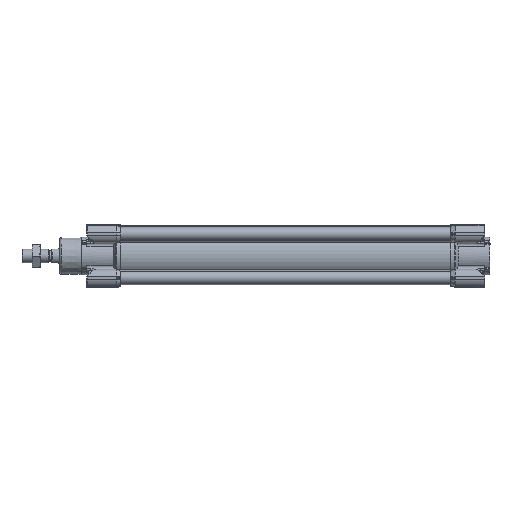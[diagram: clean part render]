
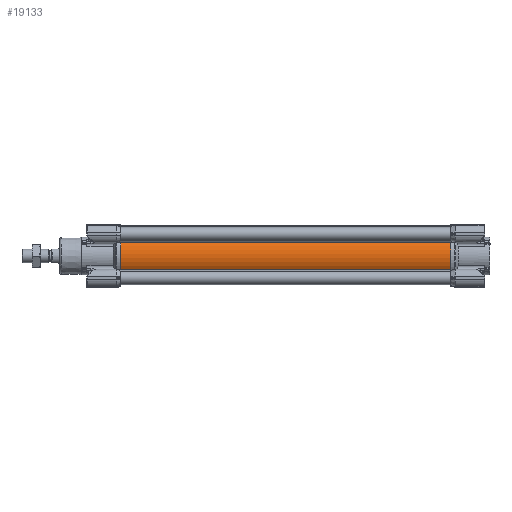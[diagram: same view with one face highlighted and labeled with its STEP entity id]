
A CAD part, left-side view. The second image highlights one B-rep face of the part: STEP entity #19133.
In plain terms, the highlighted cylindrical face has radius 17.5 mm (diameter 35 mm), a partial arc.
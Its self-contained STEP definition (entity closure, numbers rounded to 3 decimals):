
#3192 = VECTOR ( 'NONE', #89336, 1000. ) ;
#5088 = CARTESIAN_POINT ( 'NONE',  ( -14.587, 225., -9.667 ) ) ;
#5449 = VERTEX_POINT ( 'NONE', #99678 ) ;
#14386 = CARTESIAN_POINT ( 'NONE',  ( -14.587, 225., 9.667 ) ) ;
#18672 = LINE ( 'NONE', #14386, #63721 ) ;
#18870 = DIRECTION ( 'NONE',  ( 1., 0., 0. ) ) ;
#19133 = ADVANCED_FACE ( 'NONE', ( #110120 ), #82459, .T. ) ;
#19558 = ORIENTED_EDGE ( 'NONE', *, *, #103200, .T. ) ;
#27878 = DIRECTION ( 'NONE',  ( 0., -1., 0. ) ) ;
#27910 = VERTEX_POINT ( 'NONE', #107012 ) ;
#27974 = DIRECTION ( 'NONE',  ( 0., -1., 0. ) ) ;
#35232 = AXIS2_PLACEMENT_3D ( 'NONE', #75543, #27974, #18870 ) ;
#39114 = CIRCLE ( 'NONE', #35232, 17.5 ) ;
#43238 = EDGE_CURVE ( 'NONE', #27910, #74714, #18672, .T. ) ;
#43601 = EDGE_LOOP ( 'NONE', ( #19558, #99742, #82163, #61677 ) ) ;
#54406 = DIRECTION ( 'NONE',  ( 1., 0., 0. ) ) ;
#55972 = DIRECTION ( 'NONE',  ( -1., 0., 0. ) ) ;
#61677 = ORIENTED_EDGE ( 'NONE', *, *, #43238, .T. ) ;
#62128 = CARTESIAN_POINT ( 'NONE',  ( -14.587, 25., -9.667 ) ) ;
#62806 = LINE ( 'NONE', #5088, #3192 ) ;
#63721 = VECTOR ( 'NONE', #115024, 1000. ) ;
#69099 = CARTESIAN_POINT ( 'NONE',  ( -14.587, 269., 9.667 ) ) ;
#74714 = VERTEX_POINT ( 'NONE', #69099 ) ;
#75243 = CIRCLE ( 'NONE', #88648, 17.5 ) ;
#75543 = CARTESIAN_POINT ( 'NONE',  ( 0., 25., 0. ) ) ;
#76420 = EDGE_CURVE ( 'NONE', #27910, #89247, #39114, .T. ) ;
#82163 = ORIENTED_EDGE ( 'NONE', *, *, #76420, .F. ) ;
#82459 = CYLINDRICAL_SURFACE ( 'NONE', #103100, 17.5 ) ;
#88648 = AXIS2_PLACEMENT_3D ( 'NONE', #109169, #27878, #54406 ) ;
#89247 = VERTEX_POINT ( 'NONE', #62128 ) ;
#89336 = DIRECTION ( 'NONE',  ( 0., 1., 0. ) ) ;
#90308 = DIRECTION ( 'NONE',  ( 0., 1., 0. ) ) ;
#99143 = EDGE_CURVE ( 'NONE', #89247, #5449, #62806, .T. ) ;
#99678 = CARTESIAN_POINT ( 'NONE',  ( -14.587, 269., -9.667 ) ) ;
#99742 = ORIENTED_EDGE ( 'NONE', *, *, #99143, .F. ) ;
#103100 = AXIS2_PLACEMENT_3D ( 'NONE', #117953, #90308, #55972 ) ;
#103200 = EDGE_CURVE ( 'NONE', #74714, #5449, #75243, .T. ) ;
#107012 = CARTESIAN_POINT ( 'NONE',  ( -14.587, 25., 9.667 ) ) ;
#109169 = CARTESIAN_POINT ( 'NONE',  ( 0., 269., 0. ) ) ;
#110120 = FACE_OUTER_BOUND ( 'NONE', #43601, .T. ) ;
#115024 = DIRECTION ( 'NONE',  ( 0., 1., 0. ) ) ;
#117953 = CARTESIAN_POINT ( 'NONE',  ( 0., 225., 0. ) ) ;
